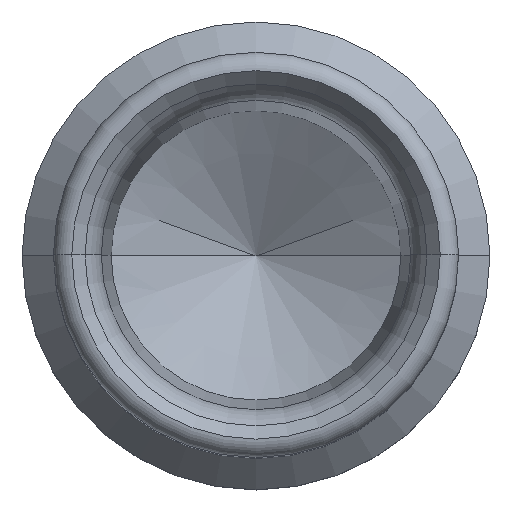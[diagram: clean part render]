
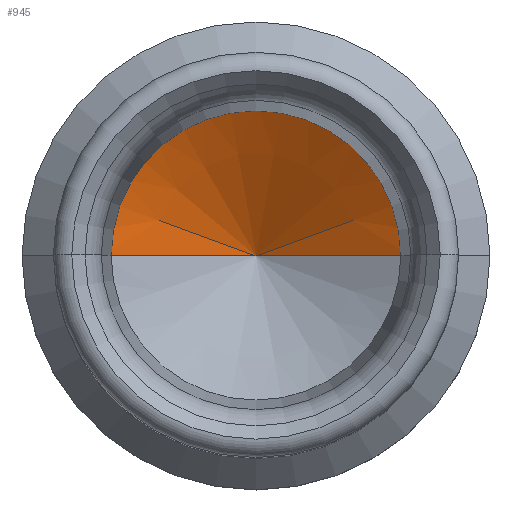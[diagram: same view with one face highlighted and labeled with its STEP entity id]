
A CAD part, top view. The second image highlights one B-rep face of the part: STEP entity #945.
In plain terms, the highlighted conical face has half-angle 60 degrees and reference radius 2.142 mm.
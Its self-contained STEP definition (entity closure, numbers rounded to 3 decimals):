
#306=CARTESIAN_POINT('',(0.,0.,6.06));
#307=DIRECTION('',(0.,0.,1.));
#308=DIRECTION('',(1.,0.,0.));
#309=AXIS2_PLACEMENT_3D('',#306,#307,#308);
#315=DIRECTION('',(0.866,0.,0.5));
#316=VECTOR('',#315,4.85);
#317=CARTESIAN_POINT('',(0.,0.,3.635));
#318=LINE('',#317,#316);
#319=DIRECTION('',(-0.866,0.,0.5));
#320=VECTOR('',#319,4.85);
#321=CARTESIAN_POINT('',(0.,0.,3.635));
#322=LINE('',#321,#320);
#425=CARTESIAN_POINT('',(0.,0.,3.635));
#426=CARTESIAN_POINT('',(4.2,0.,6.06));
#427=VERTEX_POINT('',#425);
#428=VERTEX_POINT('',#426);
#465=CARTESIAN_POINT('',(-4.2,0.,6.06));
#466=VERTEX_POINT('',#465);
#933=CARTESIAN_POINT('',(0.,0.,4.872));
#934=DIRECTION('',(0.,0.,1.));
#935=DIRECTION('',(-1.,0.,0.));
#936=AXIS2_PLACEMENT_3D('',#933,#934,#935);
#937=CONICAL_SURFACE('',#936,2.142,60.);
#939=ORIENTED_EDGE('',*,*,#938,.F.);
#941=ORIENTED_EDGE('',*,*,#940,.T.);
#942=ORIENTED_EDGE('',*,*,#926,.F.);
#943=EDGE_LOOP('',(#939,#941,#942));
#944=FACE_OUTER_BOUND('',#943,.F.);
#945=ADVANCED_FACE('',(#944),#937,.F.);
#310=CIRCLE('',#309,4.2);
#926=EDGE_CURVE('',#428,#466,#310,.T.);
#938=EDGE_CURVE('',#427,#428,#318,.T.);
#940=EDGE_CURVE('',#427,#466,#322,.T.);
